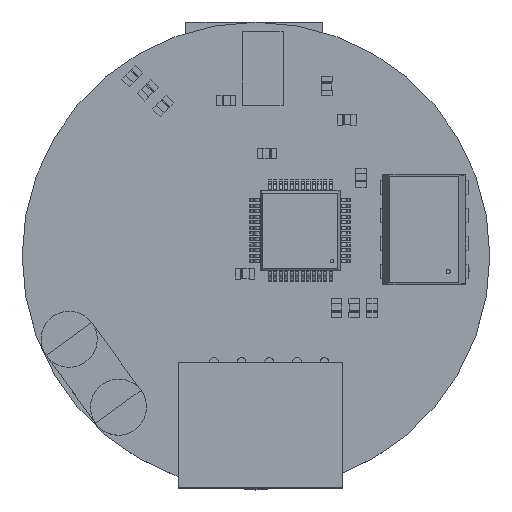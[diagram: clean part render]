
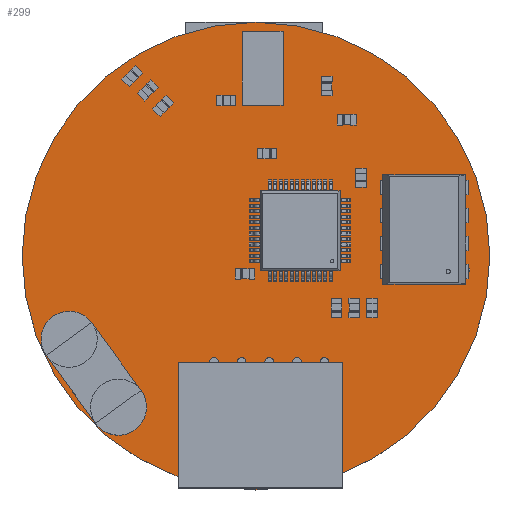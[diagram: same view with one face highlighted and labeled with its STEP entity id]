
A CAD part, top view. The second image highlights one B-rep face of the part: STEP entity #299.
In plain terms, the highlighted planar face has unit normal (0, 0, 1).
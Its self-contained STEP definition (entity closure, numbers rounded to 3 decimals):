
#264 = VERTEX_POINT('',#265);
#265 = CARTESIAN_POINT('',(21.173,0.,1.42));
#271 = EDGE_CURVE('',#264,#264,#272,.T.);
#272 = CIRCLE('',#273,21.173);
#273 = AXIS2_PLACEMENT_3D('',#274,#275,#276);
#274 = CARTESIAN_POINT('',(0.,0.,1.42));
#275 = DIRECTION('',(0.,0.,1.));
#276 = DIRECTION('',(1.,0.,0.));
#299 = ADVANCED_FACE('',(#300),#303,.F.);
#300 = FACE_BOUND('',#301,.T.);
#301 = EDGE_LOOP('',(#302));
#302 = ORIENTED_EDGE('',*,*,#271,.T.);
#303 = PLANE('',#304);
#304 = AXIS2_PLACEMENT_3D('',#305,#306,#307);
#305 = CARTESIAN_POINT('',(21.173,0.,1.42));
#306 = DIRECTION('',(0.,0.,-1.));
#307 = DIRECTION('',(-1.,0.,0.));
